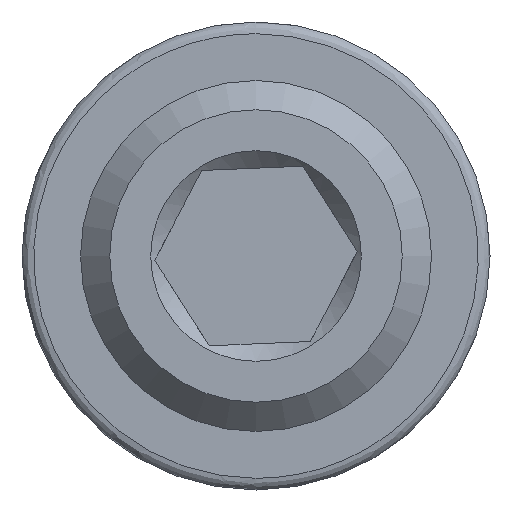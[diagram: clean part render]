
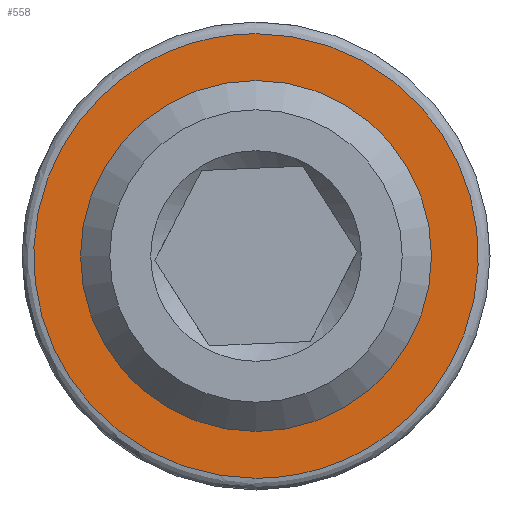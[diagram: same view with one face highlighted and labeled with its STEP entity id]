
A CAD part, front view. The second image highlights one B-rep face of the part: STEP entity #558.
In plain terms, the highlighted planar face has unit normal (0, -1, 0).
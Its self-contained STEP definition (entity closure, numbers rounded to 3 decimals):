
#1 = CARTESIAN_POINT ( 'NONE',  ( -74.552, -27.998, 0. ) ) ;
#39 = CARTESIAN_POINT ( 'NONE',  ( -74.552, -27.998, 1.9 ) ) ;
#63 = CARTESIAN_POINT ( 'NONE',  ( -78.352, -27.998, -1.9 ) ) ;
#101 = VERTEX_POINT ( 'NONE', #310 ) ;
#200 = VERTEX_POINT ( 'NONE', #297 ) ;
#214 = EDGE_CURVE ( 'NONE', #200, #200, #291, .T. ) ;
#262 = EDGE_LOOP ( 'NONE', ( #632 ) ) ;
#291 = CIRCLE ( 'NONE', #745, 1.5 ) ;
#293 = CARTESIAN_POINT ( 'NONE',  ( -74.552, -27.998, -1.9 ) ) ;
#297 = CARTESIAN_POINT ( 'NONE',  ( -73.052, -27.998, 0. ) ) ;
#298 =( BOUNDED_CURVE ( )  B_SPLINE_CURVE ( 3, ( #39, #1019, #617, #293 ),
 .UNSPECIFIED., .F., .T. ) 
 B_SPLINE_CURVE_WITH_KNOTS ( ( 4, 4 ),
 ( 0., 1. ),
 .UNSPECIFIED. ) 
 CURVE ( )  GEOMETRIC_REPRESENTATION_ITEM ( )  RATIONAL_B_SPLINE_CURVE ( ( 1., 0.333, 0.333, 1. ) ) 
 REPRESENTATION_ITEM ( '' )  );
#310 = CARTESIAN_POINT ( 'NONE',  ( -74.552, -27.998, 1.9 ) ) ;
#323 = DIRECTION ( 'NONE',  ( 1., 0., 0. ) ) ;
#463 = DIRECTION ( 'NONE',  ( 0., 0., 1. ) ) ;
#529 = CARTESIAN_POINT ( 'NONE',  ( -74.552, -27.998, -1.9 ) ) ;
#537 = DIRECTION ( 'NONE',  ( 0., 1., 0. ) ) ;
#540 = EDGE_CURVE ( 'NONE', #101, #642, #298, .T. ) ;
#554 = AXIS2_PLACEMENT_3D ( 'NONE', #945, #537, #463 ) ;
#558 = ADVANCED_FACE ( 'NONE', ( #941, #780 ), #775, .F. ) ;
#560 = DIRECTION ( 'NONE',  ( 0., -1., 0. ) ) ;
#564 = CARTESIAN_POINT ( 'NONE',  ( -74.552, -27.998, -1.9 ) ) ;
#604 = ORIENTED_EDGE ( 'NONE', *, *, #799, .F. ) ;
#617 = CARTESIAN_POINT ( 'NONE',  ( -70.752, -27.998, -1.9 ) ) ;
#632 = ORIENTED_EDGE ( 'NONE', *, *, #214, .F. ) ;
#642 = VERTEX_POINT ( 'NONE', #529 ) ;
#709 = ORIENTED_EDGE ( 'NONE', *, *, #540, .F. ) ;
#745 = AXIS2_PLACEMENT_3D ( 'NONE', #1, #560, #323 ) ;
#775 = PLANE ( 'NONE',  #554 ) ;
#780 = FACE_BOUND ( 'NONE', #262, .T. ) ;
#799 = EDGE_CURVE ( 'NONE', #642, #101, #916, .T. ) ;
#847 = EDGE_LOOP ( 'NONE', ( #709, #604 ) ) ;
#916 =( BOUNDED_CURVE ( )  B_SPLINE_CURVE ( 3, ( #564, #63, #1052, #955 ),
 .UNSPECIFIED., .F., .T. ) 
 B_SPLINE_CURVE_WITH_KNOTS ( ( 4, 4 ),
 ( 0., 1. ),
 .UNSPECIFIED. ) 
 CURVE ( )  GEOMETRIC_REPRESENTATION_ITEM ( )  RATIONAL_B_SPLINE_CURVE ( ( 1., 0.333, 0.333, 1. ) ) 
 REPRESENTATION_ITEM ( '' )  );
#941 = FACE_OUTER_BOUND ( 'NONE', #847, .T. ) ;
#945 = CARTESIAN_POINT ( 'NONE',  ( -74.552, -27.998, 0. ) ) ;
#955 = CARTESIAN_POINT ( 'NONE',  ( -74.552, -27.998, 1.9 ) ) ;
#1019 = CARTESIAN_POINT ( 'NONE',  ( -70.752, -27.998, 1.9 ) ) ;
#1052 = CARTESIAN_POINT ( 'NONE',  ( -78.352, -27.998, 1.9 ) ) ;
